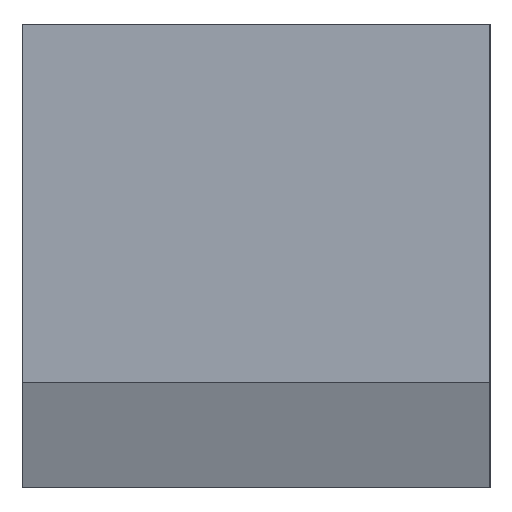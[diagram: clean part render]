
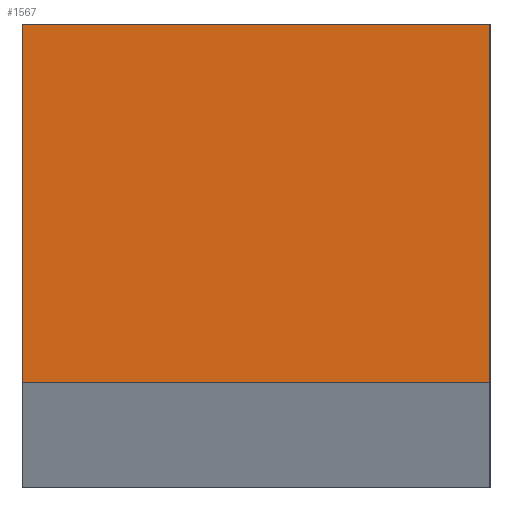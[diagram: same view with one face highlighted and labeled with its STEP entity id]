
A CAD part, left-side view. The second image highlights one B-rep face of the part: STEP entity #1567.
In plain terms, the highlighted planar face has unit normal (-1, 0, 0).
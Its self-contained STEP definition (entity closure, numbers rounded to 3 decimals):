
#1567=ADVANCED_FACE('NONE',(#3895),#3896,.F.);
#3895=FACE_OUTER_BOUND('',#6981,.T.);
#3896=PLANE('',#6982);
#6981=EDGE_LOOP('',(#13391,#13392,#13393,#13394));
#6982=AXIS2_PLACEMENT_3D('',#13395,#13396,#13397);
#13391=ORIENTED_EDGE('',*,*,#22354,.F.);
#13392=ORIENTED_EDGE('',*,*,#19540,.F.);
#13393=ORIENTED_EDGE('',*,*,#22355,.F.);
#13394=ORIENTED_EDGE('',*,*,#21581,.T.);
#13395=CARTESIAN_POINT('',(0.0,0.0,24.75));
#13396=DIRECTION('',(1.0,0.0,0.0));
#13397=DIRECTION('',(0.0,1.0,-0.0));
#19540=EDGE_CURVE('NONE',#23642,#23644,#23645,.T.);
#21581=EDGE_CURVE('NONE',#27725,#27723,#27726,.T.);
#22354=EDGE_CURVE('NONE',#23644,#27723,#28501,.T.);
#22355=EDGE_CURVE('NONE',#27725,#23642,#28502,.T.);
#23642=VERTEX_POINT('NONE',#29792);
#23644=VERTEX_POINT('NONE',#29795);
#23645=LINE('',#29796,#29797);
#27723=VERTEX_POINT('NONE',#35913);
#27725=VERTEX_POINT('NONE',#35916);
#27726=LINE('',#35917,#35918);
#28501=LINE('',#37208,#37209);
#28502=LINE('',#37210,#37211);
#29792=CARTESIAN_POINT('',(0.0,0.0,24.75));
#29795=CARTESIAN_POINT('',(0.0,0.0,5.625));
#29796=CARTESIAN_POINT('',(0.0,0.0,24.75));
#29797=VECTOR('',#39004,1000.0);
#35913=CARTESIAN_POINT('',(0.0,25.0,5.625));
#35916=CARTESIAN_POINT('',(0.0,25.0,24.75));
#35917=CARTESIAN_POINT('',(0.0,25.0,24.75));
#35918=VECTOR('',#41044,1000.0);
#37208=CARTESIAN_POINT('',(0.0,0.0,5.625));
#37209=VECTOR('',#41560,1000.0);
#37210=CARTESIAN_POINT('',(0.0,0.0,24.75));
#37211=VECTOR('',#41561,1000.0);
#39004=DIRECTION('',(-0.0,-0.0,-1.0));
#41044=DIRECTION('',(-0.0,-0.0,-1.0));
#41560=DIRECTION('',(0.0,1.0,0.0));
#41561=DIRECTION('',(-0.0,-1.0,-0.0));
